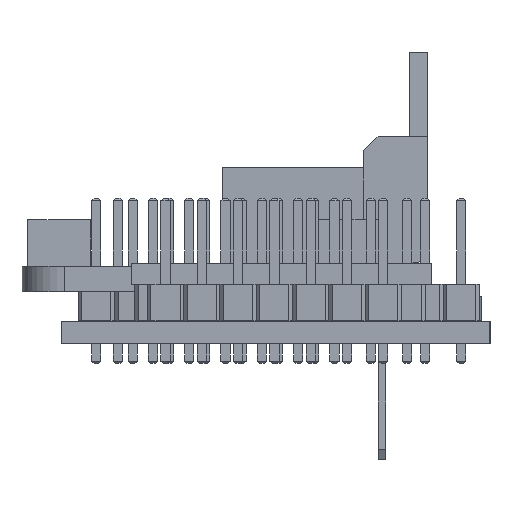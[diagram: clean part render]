
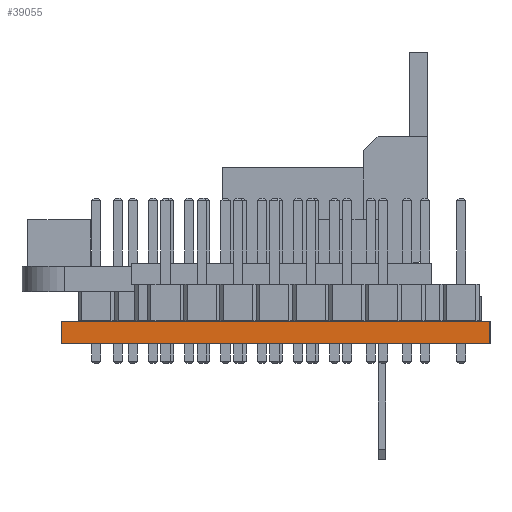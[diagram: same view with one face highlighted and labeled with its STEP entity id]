
A CAD part, left-side view. The second image highlights one B-rep face of the part: STEP entity #39055.
In plain terms, the highlighted planar face has unit normal (-1, 0, 0).
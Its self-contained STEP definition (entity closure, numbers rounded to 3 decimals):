
#38874 = PLANE('',#38875);
#38875 = AXIS2_PLACEMENT_3D('',#38876,#38877,#38878);
#38876 = CARTESIAN_POINT('',(126.48,-129.54,0.));
#38877 = DIRECTION('',(0.,-1.,0.));
#38878 = DIRECTION('',(-1.,0.,0.));
#38899 = VERTEX_POINT('',#38900);
#38900 = CARTESIAN_POINT('',(56.48,-129.54,1.58));
#38914 = PLANE('',#38915);
#38915 = AXIS2_PLACEMENT_3D('',#38916,#38917,#38918);
#38916 = CARTESIAN_POINT('',(91.48,-114.54,1.58));
#38917 = DIRECTION('',(-0.,-0.,-1.));
#38918 = DIRECTION('',(-1.,0.,0.));
#38926 = EDGE_CURVE('',#38927,#38899,#38929,.T.);
#38927 = VERTEX_POINT('',#38928);
#38928 = CARTESIAN_POINT('',(56.48,-129.54,0.));
#38929 = SURFACE_CURVE('',#38930,(#38934,#38941),.PCURVE_S1.);
#38930 = LINE('',#38931,#38932);
#38931 = CARTESIAN_POINT('',(56.48,-129.54,0.));
#38932 = VECTOR('',#38933,1.);
#38933 = DIRECTION('',(0.,0.,1.));
#38934 = PCURVE('',#38874,#38935);
#38935 = DEFINITIONAL_REPRESENTATION('',(#38936),#38940);
#38936 = LINE('',#38937,#38938);
#38937 = CARTESIAN_POINT('',(70.,0.));
#38938 = VECTOR('',#38939,1.);
#38939 = DIRECTION('',(0.,-1.));
#38940 = ( GEOMETRIC_REPRESENTATION_CONTEXT(2) 
PARAMETRIC_REPRESENTATION_CONTEXT() REPRESENTATION_CONTEXT('2D SPACE',''
  ) );
#38941 = PCURVE('',#38942,#38947);
#38942 = PLANE('',#38943);
#38943 = AXIS2_PLACEMENT_3D('',#38944,#38945,#38946);
#38944 = CARTESIAN_POINT('',(56.48,-129.54,0.));
#38945 = DIRECTION('',(-1.,0.,0.));
#38946 = DIRECTION('',(0.,1.,0.));
#38947 = DEFINITIONAL_REPRESENTATION('',(#38948),#38952);
#38948 = LINE('',#38949,#38950);
#38949 = CARTESIAN_POINT('',(0.,0.));
#38950 = VECTOR('',#38951,1.);
#38951 = DIRECTION('',(0.,-1.));
#38952 = ( GEOMETRIC_REPRESENTATION_CONTEXT(2) 
PARAMETRIC_REPRESENTATION_CONTEXT() REPRESENTATION_CONTEXT('2D SPACE',''
  ) );
#38968 = PLANE('',#38969);
#38969 = AXIS2_PLACEMENT_3D('',#38970,#38971,#38972);
#38970 = CARTESIAN_POINT('',(91.48,-114.54,0.));
#38971 = DIRECTION('',(-0.,-0.,-1.));
#38972 = DIRECTION('',(-1.,0.,0.));
#39001 = PLANE('',#39002);
#39002 = AXIS2_PLACEMENT_3D('',#39003,#39004,#39005);
#39003 = CARTESIAN_POINT('',(56.48,-99.54,0.));
#39004 = DIRECTION('',(0.,1.,0.));
#39005 = DIRECTION('',(1.,0.,0.));
#39055 = ADVANCED_FACE('',(#39056),#38942,.T.);
#39056 = FACE_BOUND('',#39057,.T.);
#39057 = EDGE_LOOP('',(#39058,#39059,#39082,#39105));
#39058 = ORIENTED_EDGE('',*,*,#38926,.T.);
#39059 = ORIENTED_EDGE('',*,*,#39060,.T.);
#39060 = EDGE_CURVE('',#38899,#39061,#39063,.T.);
#39061 = VERTEX_POINT('',#39062);
#39062 = CARTESIAN_POINT('',(56.48,-99.54,1.58));
#39063 = SURFACE_CURVE('',#39064,(#39068,#39075),.PCURVE_S1.);
#39064 = LINE('',#39065,#39066);
#39065 = CARTESIAN_POINT('',(56.48,-129.54,1.58));
#39066 = VECTOR('',#39067,1.);
#39067 = DIRECTION('',(0.,1.,0.));
#39068 = PCURVE('',#38942,#39069);
#39069 = DEFINITIONAL_REPRESENTATION('',(#39070),#39074);
#39070 = LINE('',#39071,#39072);
#39071 = CARTESIAN_POINT('',(0.,-1.58));
#39072 = VECTOR('',#39073,1.);
#39073 = DIRECTION('',(1.,0.));
#39074 = ( GEOMETRIC_REPRESENTATION_CONTEXT(2) 
PARAMETRIC_REPRESENTATION_CONTEXT() REPRESENTATION_CONTEXT('2D SPACE',''
  ) );
#39075 = PCURVE('',#38914,#39076);
#39076 = DEFINITIONAL_REPRESENTATION('',(#39077),#39081);
#39077 = LINE('',#39078,#39079);
#39078 = CARTESIAN_POINT('',(35.,-15.));
#39079 = VECTOR('',#39080,1.);
#39080 = DIRECTION('',(0.,1.));
#39081 = ( GEOMETRIC_REPRESENTATION_CONTEXT(2) 
PARAMETRIC_REPRESENTATION_CONTEXT() REPRESENTATION_CONTEXT('2D SPACE',''
  ) );
#39082 = ORIENTED_EDGE('',*,*,#39083,.F.);
#39083 = EDGE_CURVE('',#39084,#39061,#39086,.T.);
#39084 = VERTEX_POINT('',#39085);
#39085 = CARTESIAN_POINT('',(56.48,-99.54,0.));
#39086 = SURFACE_CURVE('',#39087,(#39091,#39098),.PCURVE_S1.);
#39087 = LINE('',#39088,#39089);
#39088 = CARTESIAN_POINT('',(56.48,-99.54,0.));
#39089 = VECTOR('',#39090,1.);
#39090 = DIRECTION('',(0.,0.,1.));
#39091 = PCURVE('',#38942,#39092);
#39092 = DEFINITIONAL_REPRESENTATION('',(#39093),#39097);
#39093 = LINE('',#39094,#39095);
#39094 = CARTESIAN_POINT('',(30.,0.));
#39095 = VECTOR('',#39096,1.);
#39096 = DIRECTION('',(0.,-1.));
#39097 = ( GEOMETRIC_REPRESENTATION_CONTEXT(2) 
PARAMETRIC_REPRESENTATION_CONTEXT() REPRESENTATION_CONTEXT('2D SPACE',''
  ) );
#39098 = PCURVE('',#39001,#39099);
#39099 = DEFINITIONAL_REPRESENTATION('',(#39100),#39104);
#39100 = LINE('',#39101,#39102);
#39101 = CARTESIAN_POINT('',(0.,0.));
#39102 = VECTOR('',#39103,1.);
#39103 = DIRECTION('',(0.,-1.));
#39104 = ( GEOMETRIC_REPRESENTATION_CONTEXT(2) 
PARAMETRIC_REPRESENTATION_CONTEXT() REPRESENTATION_CONTEXT('2D SPACE',''
  ) );
#39105 = ORIENTED_EDGE('',*,*,#39106,.F.);
#39106 = EDGE_CURVE('',#38927,#39084,#39107,.T.);
#39107 = SURFACE_CURVE('',#39108,(#39112,#39119),.PCURVE_S1.);
#39108 = LINE('',#39109,#39110);
#39109 = CARTESIAN_POINT('',(56.48,-129.54,0.));
#39110 = VECTOR('',#39111,1.);
#39111 = DIRECTION('',(0.,1.,0.));
#39112 = PCURVE('',#38942,#39113);
#39113 = DEFINITIONAL_REPRESENTATION('',(#39114),#39118);
#39114 = LINE('',#39115,#39116);
#39115 = CARTESIAN_POINT('',(0.,0.));
#39116 = VECTOR('',#39117,1.);
#39117 = DIRECTION('',(1.,0.));
#39118 = ( GEOMETRIC_REPRESENTATION_CONTEXT(2) 
PARAMETRIC_REPRESENTATION_CONTEXT() REPRESENTATION_CONTEXT('2D SPACE',''
  ) );
#39119 = PCURVE('',#38968,#39120);
#39120 = DEFINITIONAL_REPRESENTATION('',(#39121),#39125);
#39121 = LINE('',#39122,#39123);
#39122 = CARTESIAN_POINT('',(35.,-15.));
#39123 = VECTOR('',#39124,1.);
#39124 = DIRECTION('',(0.,1.));
#39125 = ( GEOMETRIC_REPRESENTATION_CONTEXT(2) 
PARAMETRIC_REPRESENTATION_CONTEXT() REPRESENTATION_CONTEXT('2D SPACE',''
  ) );
